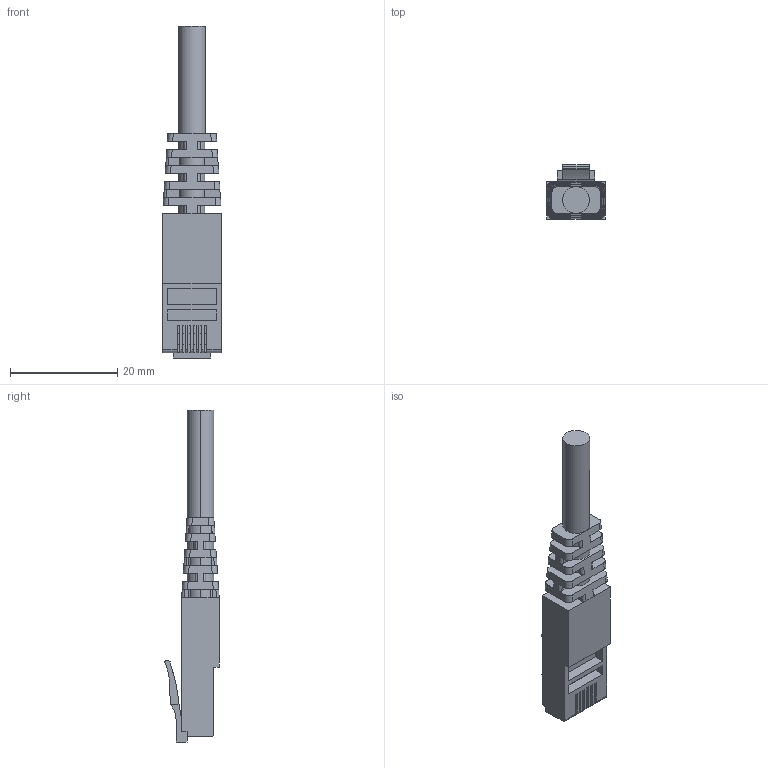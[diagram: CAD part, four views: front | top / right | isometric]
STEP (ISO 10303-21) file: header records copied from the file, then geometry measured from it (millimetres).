
FILE_DESCRIPTION (( 'STEP AP214' ), '1' );
FILE_NAME ('EthernetMaleCable.step', '2018-12-19T17:06:24', ( '' ), ( '' ), 'SwSTEP 2.0', 'SolidWorks 2018', '' );
FILE_SCHEMA (( 'AUTOMOTIVE_DESIGN' ));
Length unit declared in the file: millimetre
Products named in the file (1): EthernetMaleCable
Bounding box: 11 x 10.14 x 62 mm (x, y, z)
Volume: 2848.5 mm3; surface area: 2602 mm2
Topology: 1 solids, 1 shells, 235 faces, 651 edges, 420 vertices
Faces by surface type: plane 155, cylinder 78, bspline 2
Entity records: 7431 total; most frequent: CARTESIAN_POINT 1569, ORIENTED_EDGE 1302, DIRECTION 1127, EDGE_CURVE 651, LINE 483, VECTOR 483, VERTEX_POINT 420, AXIS2_PLACEMENT_3D 322
